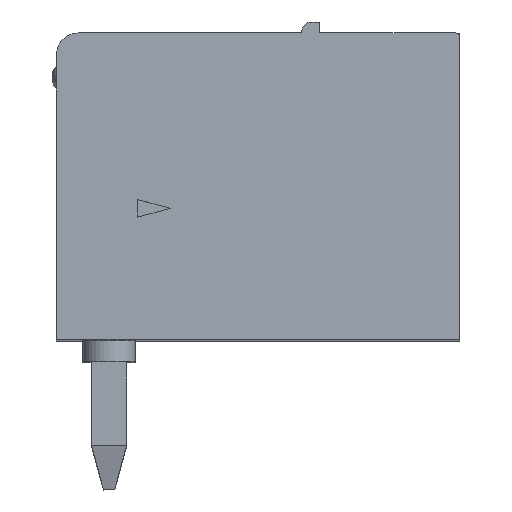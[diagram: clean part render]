
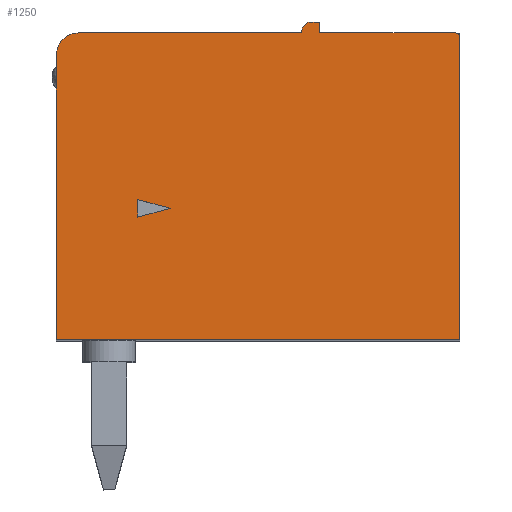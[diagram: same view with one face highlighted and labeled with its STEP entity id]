
A CAD part, top view. The second image highlights one B-rep face of the part: STEP entity #1250.
In plain terms, the highlighted planar face has unit normal (0, 0, 1).
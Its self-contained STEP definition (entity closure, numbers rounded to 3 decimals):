
#10=CARTESIAN_POINT('',(0.,0.,2.6));
#20=DIRECTION('',(0.,0.,1.));
#30=DIRECTION('',(1.,0.,0.));
#40=AXIS2_PLACEMENT_3D('',#10,#20,#30);
#50=PLANE('',#40);
#60=CARTESIAN_POINT('',(0.5,6.5,2.6));
#70=DIRECTION('',(0.,0.,1.));
#80=DIRECTION('',(1.,0.,0.));
#90=AXIS2_PLACEMENT_3D('',#60,#70,#80);
#100=CIRCLE('',#90,0.5);
#110=CARTESIAN_POINT('',(0.5,7.,2.6));
#120=VERTEX_POINT('',#110);
#130=CARTESIAN_POINT('',(0.,6.5,2.6));
#140=VERTEX_POINT('',#130);
#150=EDGE_CURVE('',#120,#140,#100,.T.);
#160=ORIENTED_EDGE('',*,*,#150,.T.);
#170=CARTESIAN_POINT('',(0.,7.,2.6));
#180=DIRECTION('',(1.,0.,0.));
#190=VECTOR('',#180,1.);
#200=LINE('',#170,#190);
#210=CARTESIAN_POINT('',(5.6,7.,2.6));
#220=VERTEX_POINT('',#210);
#230=EDGE_CURVE('',#120,#220,#200,.T.);
#240=ORIENTED_EDGE('',*,*,#230,.F.);
#250=CARTESIAN_POINT('',(5.6,0.,2.6));
#260=DIRECTION('',(0.,1.,0.));
#270=VECTOR('',#260,1.);
#280=LINE('',#250,#270);
#290=CARTESIAN_POINT('',(5.6,7.05,2.6));
#300=VERTEX_POINT('',#290);
#310=EDGE_CURVE('',#220,#300,#280,.T.);
#320=ORIENTED_EDGE('',*,*,#310,.F.);
#330=CARTESIAN_POINT('',(5.8,7.05,2.6));
#340=DIRECTION('',(0.,0.,1.));
#350=DIRECTION('',(1.,0.,0.));
#360=AXIS2_PLACEMENT_3D('',#330,#340,#350);
#370=CIRCLE('',#360,0.2);
#380=CARTESIAN_POINT('',(5.8,7.25,2.6));
#390=VERTEX_POINT('',#380);
#400=EDGE_CURVE('',#390,#300,#370,.T.);
#410=ORIENTED_EDGE('',*,*,#400,.T.);
#420=CARTESIAN_POINT('',(0.,7.25,2.6));
#430=DIRECTION('',(1.,0.,0.));
#440=VECTOR('',#430,1.);
#450=LINE('',#420,#440);
#460=CARTESIAN_POINT('',(6.,7.25,2.6));
#470=VERTEX_POINT('',#460);
#480=EDGE_CURVE('',#390,#470,#450,.T.);
#490=ORIENTED_EDGE('',*,*,#480,.F.);
#500=CARTESIAN_POINT('',(6.,0.,2.6));
#510=DIRECTION('',(0.,-1.,0.));
#520=VECTOR('',#510,1.);
#530=LINE('',#500,#520);
#540=CARTESIAN_POINT('',(6.,7.,2.6));
#550=VERTEX_POINT('',#540);
#560=EDGE_CURVE('',#470,#550,#530,.T.);
#570=ORIENTED_EDGE('',*,*,#560,.F.);
#580=CARTESIAN_POINT('',(0.,7.,2.6));
#590=DIRECTION('',(1.,0.,0.));
#600=VECTOR('',#590,1.);
#610=LINE('',#580,#600);
#620=CARTESIAN_POINT('',(9.1,7.,2.6));
#630=VERTEX_POINT('',#620);
#640=EDGE_CURVE('',#550,#630,#610,.T.);
#650=ORIENTED_EDGE('',*,*,#640,.F.);
#660=CARTESIAN_POINT('',(9.1,6.9,2.6));
#670=DIRECTION('',(0.,0.,1.));
#680=DIRECTION('',(1.,0.,0.));
#690=AXIS2_PLACEMENT_3D('',#660,#670,#680);
#700=CIRCLE('',#690,0.1);
#710=CARTESIAN_POINT('',(9.2,6.9,2.6));
#720=VERTEX_POINT('',#710);
#730=EDGE_CURVE('',#720,#630,#700,.T.);
#740=ORIENTED_EDGE('',*,*,#730,.T.);
#750=CARTESIAN_POINT('',(9.2,0.,2.6));
#760=DIRECTION('',(0.,-1.,0.));
#770=VECTOR('',#760,1.);
#780=LINE('',#750,#770);
#790=CARTESIAN_POINT('',(9.2,0.,2.6));
#800=VERTEX_POINT('',#790);
#810=EDGE_CURVE('',#720,#800,#780,.T.);
#820=ORIENTED_EDGE('',*,*,#810,.F.);
#830=CARTESIAN_POINT('',(0.,0.,2.6));
#840=DIRECTION('',(1.,0.,0.));
#850=VECTOR('',#840,1.);
#860=LINE('',#830,#850);
#870=CARTESIAN_POINT('',(0.,0.,2.6)
);
#880=VERTEX_POINT('',#870);
#890=EDGE_CURVE('',#880,#800,#860,.T.);
#900=ORIENTED_EDGE('',*,*,#890,.T.);
#910=CARTESIAN_POINT('',(0.,0.,2.6));
#920=DIRECTION('',(0.,1.,0.));
#930=VECTOR('',#920,1.);
#940=LINE('',#910,#930);
#950=EDGE_CURVE('',#880,#140,#940,.T.);
#960=ORIENTED_EDGE('',*,*,#950,.F.);
#970=EDGE_LOOP('',(#960,#900,#820,#740,#650,#570,#490,#410,#320,#240,
#160));
#980=FACE_OUTER_BOUND('',#970,.T.);
#990=CARTESIAN_POINT('',(0.,2.303,2.6));
#1000=DIRECTION('',(0.966,0.259,0.));
#1010=VECTOR('',#1000,1.);
#1020=LINE('',#990,#1010);
#1030=CARTESIAN_POINT('',(1.85,2.799,2.6));
#1040=VERTEX_POINT('',#1030);
#1050=CARTESIAN_POINT('',(2.6,3.,2.6));
#1060=VERTEX_POINT('',#1050);
#1070=EDGE_CURVE('',#1040,#1060,#1020,.T.);
#1080=ORIENTED_EDGE('',*,*,#1070,.F.);
#1090=CARTESIAN_POINT('',(0.,3.697,2.6));
#1100=DIRECTION('',(-0.966,0.259,0.));
#1110=VECTOR('',#1100,1.);
#1120=LINE('',#1090,#1110);
#1130=CARTESIAN_POINT('',(1.85,3.201,2.6));
#1140=VERTEX_POINT('',#1130);
#1150=EDGE_CURVE('',#1060,#1140,#1120,.T.);
#1160=ORIENTED_EDGE('',*,*,#1150,.F.);
#1170=CARTESIAN_POINT('',(1.85,0.,2.6));
#1180=DIRECTION('',(0.,-1.,0.));
#1190=VECTOR('',#1180,1.);
#1200=LINE('',#1170,#1190);
#1210=EDGE_CURVE('',#1140,#1040,#1200,.T.);
#1220=ORIENTED_EDGE('',*,*,#1210,.F.);
#1230=EDGE_LOOP('',(#1220,#1160,#1080));
#1240=FACE_BOUND('',#1230,.T.);
#1250=ADVANCED_FACE('',(#980,#1240),#50,.T.);
